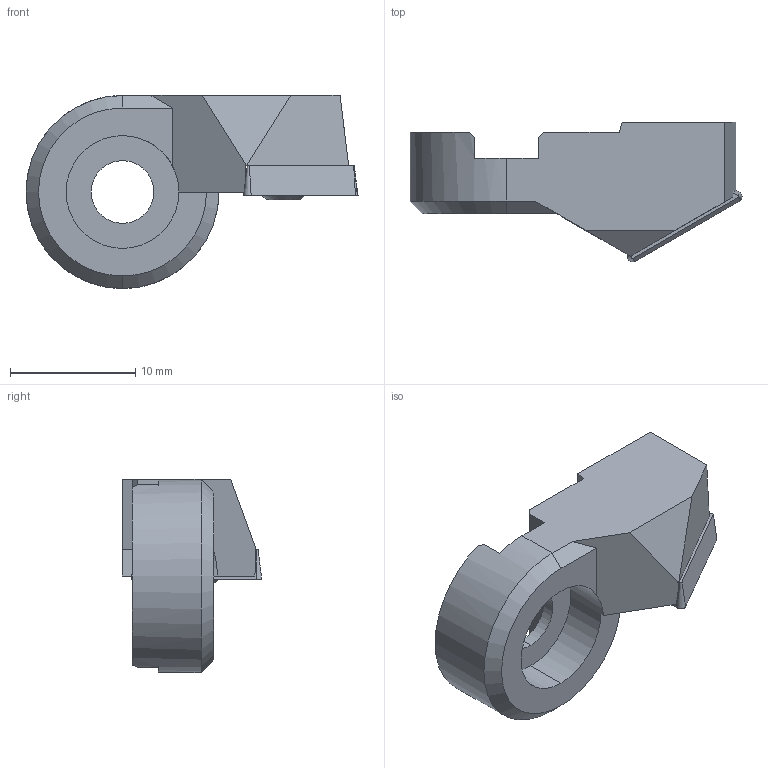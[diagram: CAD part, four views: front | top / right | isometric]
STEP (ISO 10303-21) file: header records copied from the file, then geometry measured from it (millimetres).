
FILE_DESCRIPTION(('no description'),'unknown implementation level');
FILE_NAME('4D9CC4C6-2EFC-4F4B-8594-D29D5F37E085_export.stp',' ',('CIMSOURCE GmbH'),('CADClick - KiM GmbH - www.kimweb.de'),'unknown preprocess','ACIS','unknown authorization');
FILE_SCHEMA(('automotive_design'));
Length unit declared in the file: millimetre
Products named in the file (3): 626.442 Kaiser ENH4 TC11 30�|694.122 Kaiser ETL M2.5x6.5 T7 IP 10S_309.301;Kreismuster1; 626.442 Kaiser ENH4 TC11 30�|655.383 Kaiser TCGT 110204 K10C;Kombinieren1; 626.442 Kaiser ENH4 TC11 30�|626.442 Kaiser ENH4 TC11 30�;Extrude8
Bounding box: 26.49 x 11.15 x 15.4 mm (x, y, z)
Volume: 1588.9 mm3; surface area: 1420.1 mm2
Topology: 3 solids, 3 shells, 88 faces, 222 edges, 141 vertices
Faces by surface type: plane 34, cylinder 31, cone 19, torus 4
Entity records: 5269 total; most frequent: DIRECTION 502, CARTESIAN_POINT 473, STYLED_ITEM 454, PRESENTATION_STYLE_ASSIGNMENT 454, COLOUR_RGB 454, ORIENTED_EDGE 444, EDGE_CURVE 222, CURVE_STYLE 222
